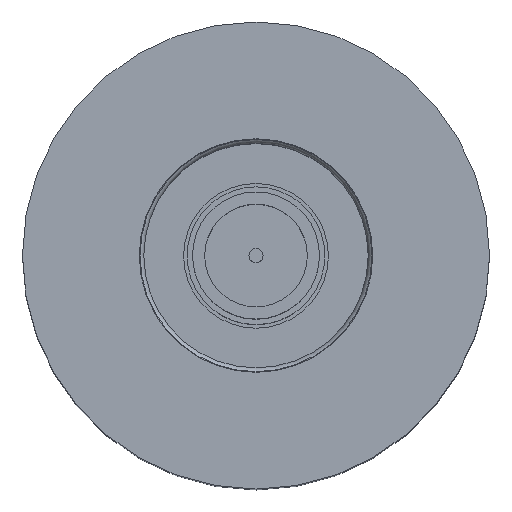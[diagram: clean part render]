
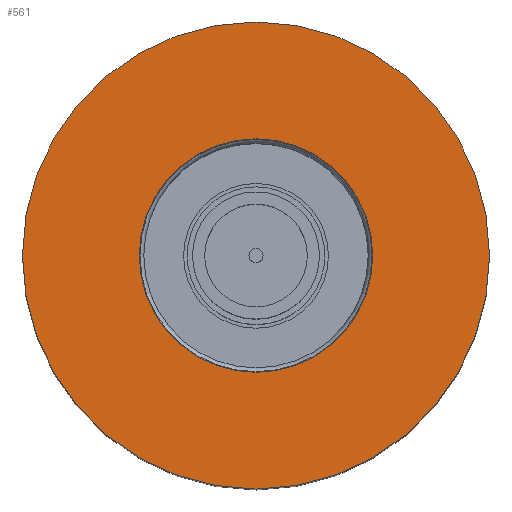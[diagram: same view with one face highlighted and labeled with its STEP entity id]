
A CAD part, top view. The second image highlights one B-rep face of the part: STEP entity #561.
In plain terms, the highlighted planar face has unit normal (0, 0, 1).
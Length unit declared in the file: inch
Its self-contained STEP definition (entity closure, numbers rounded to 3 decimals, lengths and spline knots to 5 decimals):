
#16=PLANE($,#652);
#80=FACE_BOUND($,#208,.T.);
#131=FACE_OUTER_BOUND($,#207,.T.);
#207=EDGE_LOOP($,(#467));
#208=EDGE_LOOP($,(#468));
#283=CIRCLE($,#633,0.5);
#292=CIRCLE($,#651,0.25);
#335=VERTEX_POINT($,#972);
#344=VERTEX_POINT($,#999);
#387=EDGE_CURVE($,#335,#335,#283,.T.);
#396=EDGE_CURVE($,#344,#344,#292,.T.);
#467=ORIENTED_EDGE($,*,*,#387,.F.);
#468=ORIENTED_EDGE($,*,*,#396,.T.);
#561=ADVANCED_FACE($,(#131,#80),#16,.T.);
#633=AXIS2_PLACEMENT_3D($,#973,#773,#774);
#651=AXIS2_PLACEMENT_3D($,#1000,#809,#810);
#652=AXIS2_PLACEMENT_3D($,#1001,#811,#812);
#773=DIRECTION('center_axis',(0.,0.,-1.));
#774=DIRECTION('ref_axis',(-1.,0.,0.));
#809=DIRECTION('center_axis',(0.,0.,-1.));
#810=DIRECTION('ref_axis',(-1.,0.,0.));
#811=DIRECTION('center_axis',(0.,0.,1.));
#812=DIRECTION('ref_axis',(1.,0.,0.));
#972=CARTESIAN_POINT('',(-0.5,0.,0.969));
#973=CARTESIAN_POINT('Origin',(0.,0.,0.969));
#999=CARTESIAN_POINT('',(-0.25,0.,0.969));
#1000=CARTESIAN_POINT('Origin',(0.,0.,0.969));
#1001=CARTESIAN_POINT('Origin',(0.,0.5,0.969));
